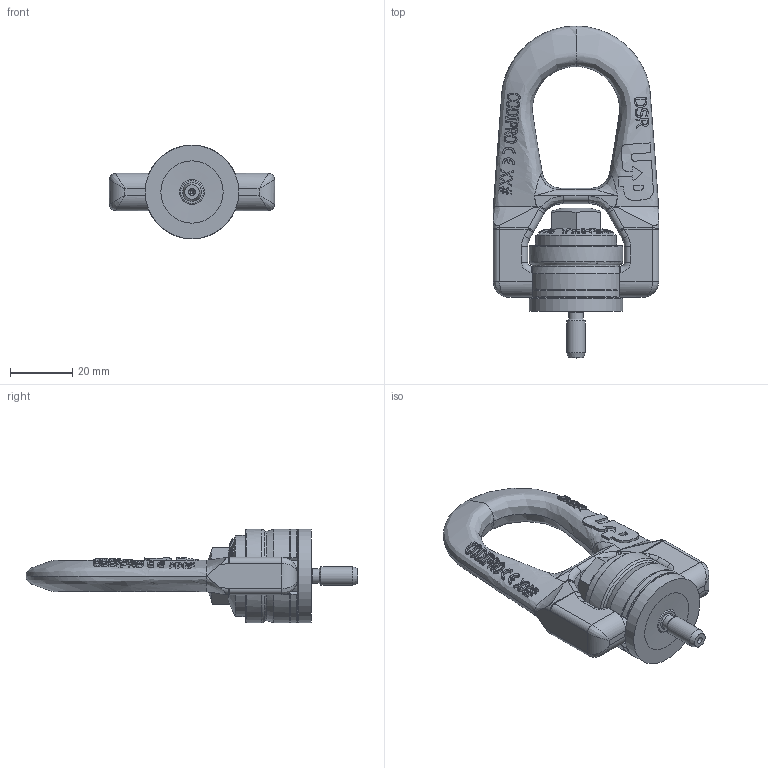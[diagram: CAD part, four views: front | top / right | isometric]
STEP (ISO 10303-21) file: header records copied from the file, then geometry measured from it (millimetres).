
FILE_DESCRIPTION(/* description */ (''),/* implementation_level */ '2;1');
FILE_NAME(/* name */ 'DSR M6 UP.stp',/* time_stamp */ '2017-09-06T13:15:51+02:00',/* author */ ('rklenes'),/* organization */ (''),/* preprocessor_version */ 'ST-DEVELOPER v16.5',/* originating_system */ 'Autodesk Inventor 2017',/* authorisation */ '');
FILE_SCHEMA (('AUTOMOTIVE_DESIGN { 1 0 10303 214 3 1 1 }'));
Products named in the file (6): DSR M6 UP; DSR 1; DRB_B1B; DRM_AF1B_UP; DRE_D1M8A; DRA_M6X36_UP
Assembly tree (5 placements, depth 3):
  DSR M6 UP
    DSR 1
      DRB_B1B
      DRM_AF1B_UP
    DRE_D1M8A
    DRA_M6X36_UP
Bounding box: 53 x 106.5 x 30 mm (x, y, z)
Volume: 38552.4 mm3; surface area: 17646.2 mm2
Topology: 4 solids, 4 shells, 743 faces, 1950 edges, 1252 vertices
Faces by surface type: plane 345, bspline 242, cylinder 92, cone 42, torus 21, sphere 1
Full cylindrical faces by diameter (mm): 1 x1, 4.75 x1, 6 x1, 8 x3, 8.2 x1, 10 x2, 14.7 x2, 15 x2, 22 x1, 26 x1, 30 x2
Entity records: 40638 total; most frequent: CARTESIAN_POINT 24426, ORIENTED_EDGE 3794, DIRECTION 2548, EDGE_CURVE 1897, VERTEX_POINT 1245, AXIS2_PLACEMENT_3D 925, EDGE_LOOP 832, FACE_OUTER_BOUND 743
